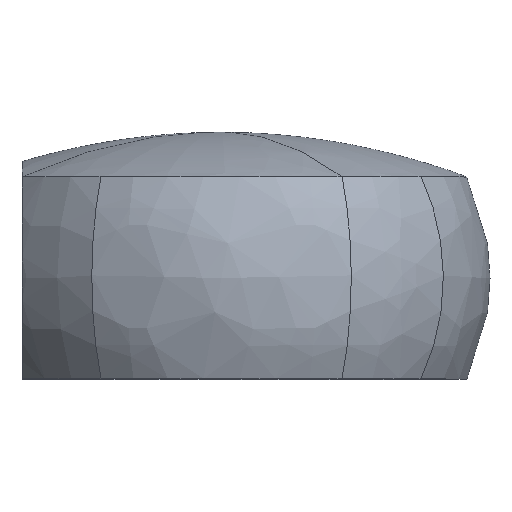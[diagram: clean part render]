
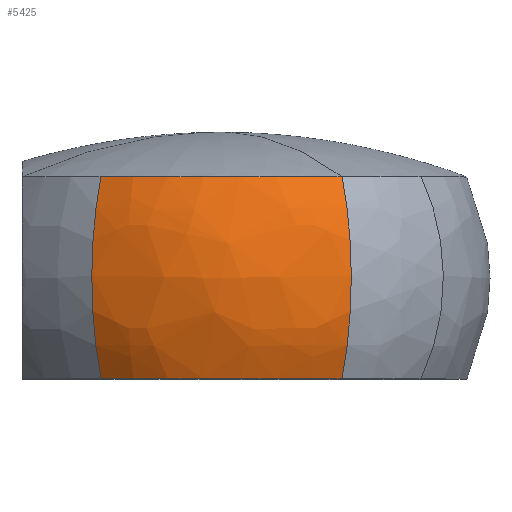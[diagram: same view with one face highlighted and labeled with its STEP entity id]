
A CAD part, top view. The second image highlights one B-rep face of the part: STEP entity #5425.
In plain terms, the highlighted free-form (B-spline) face has degree [3, 3] with [7, 7] control points.
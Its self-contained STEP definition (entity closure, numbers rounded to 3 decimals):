
#42 = CARTESIAN_POINT ( 'NONE',  ( 18.486, -0.387, 23.37 ) ) ;
#115 = CARTESIAN_POINT ( 'NONE',  ( 18.304, 23.5, 23.707 ) ) ;
#216 = VERTEX_POINT ( 'NONE', #115 ) ;
#464 = CARTESIAN_POINT ( 'NONE',  ( -1.104, 0., 28.91 ) ) ;
#502 = EDGE_LOOP ( 'NONE', ( #4514, #3511, #6478, #4512 ) ) ;
#523 = CARTESIAN_POINT ( 'NONE',  ( -9.644, -0.387, 23.526 ) ) ;
#794 = EDGE_CURVE ( 'NONE', #1002, #216, #6788, .T. ) ;
#950 = EDGE_CURVE ( 'NONE', #8011, #1002, #4111, .T. ) ;
#1002 = VERTEX_POINT ( 'NONE', #2898 ) ;
#1079 = CARTESIAN_POINT ( 'NONE',  ( -1.581, 7.386, 32.367 ) ) ;
#1135 = CARTESIAN_POINT ( 'NONE',  ( 18.315, -0.387, 23.474 ) ) ;
#1191 = CARTESIAN_POINT ( 'NONE',  ( 18.267, -0.194, 23.616 ) ) ;
#1224 = CARTESIAN_POINT ( 'NONE',  ( 18.525, -0.194, 23.46 ) ) ;
#1266 = CARTESIAN_POINT ( 'NONE',  ( -11.151, 7.386, 27.164 ) ) ;
#1510 = CARTESIAN_POINT ( 'NONE',  ( -9.719, 0., 23.707 ) ) ;
#1703 = CARTESIAN_POINT ( 'NONE',  ( 4.293, 0., 0.507 ) ) ;
#1738 = CARTESIAN_POINT ( 'NONE',  ( 19.736, 7.386, 27.164 ) ) ;
#1786 = CARTESIAN_POINT ( 'NONE',  ( 18.353, -0.194, 23.564 ) ) ;
#1815 = CARTESIAN_POINT ( 'NONE',  ( -9.719, 23.5, 23.707 ) ) ;
#1849 = CARTESIAN_POINT ( 'NONE',  ( -9.606, -0.581, 23.435 ) ) ;
#1948 = CARTESIAN_POINT ( 'NONE',  ( -9.719, 0., 23.707 ) ) ;
#2323 = DIRECTION ( 'NONE',  ( 0., 0., -1. ) ) ;
#2381 = CARTESIAN_POINT ( 'NONE',  ( -9.682, -0.194, 23.616 ) ) ;
#2406 = CARTESIAN_POINT ( 'NONE',  ( 19.832, 7.386, 27.112 ) ) ;
#2465 = CARTESIAN_POINT ( 'NONE',  ( 10.167, 16.114, 32.367 ) ) ;
#2657 = CARTESIAN_POINT ( 'NONE',  ( 19.736, 16.114, 27.164 ) ) ;
#2736 = CARTESIAN_POINT ( 'NONE',  ( 18.304, 23.5, 23.707 ) ) ;
#2898 = CARTESIAN_POINT ( 'NONE',  ( 18.304, 0., 23.707 ) ) ;
#2992 = DIRECTION ( 'NONE',  ( 0., 1., 0. ) ) ;
#2995 = CARTESIAN_POINT ( 'NONE',  ( 18.192, -0.581, 23.435 ) ) ;
#3055 = CARTESIAN_POINT ( 'NONE',  ( 18.401, -0.387, 23.422 ) ) ;
#3077 = CARTESIAN_POINT ( 'NONE',  ( 18.229, -0.387, 23.526 ) ) ;
#3093 = EDGE_CURVE ( 'NONE', #6300, #216, #4593, .T. ) ;
#3241 = CARTESIAN_POINT ( 'NONE',  ( 18.477, 23.5, 23.603 ) ) ;
#3293 = CARTESIAN_POINT ( 'NONE',  ( -9.72, 23.5, 23.708 ) ) ;
#3327 = CARTESIAN_POINT ( 'NONE',  ( 19.736, 7.386, 27.164 ) ) ;
#3511 = ORIENTED_EDGE ( 'NONE', *, *, #794, .T. ) ;
#3639 = CARTESIAN_POINT ( 'NONE',  ( 18.391, 0., 23.655 ) ) ;
#3694 = CARTESIAN_POINT ( 'NONE',  ( 18.439, -0.194, 23.512 ) ) ;
#3748 = CARTESIAN_POINT ( 'NONE',  ( -11.151, 16.114, 27.164 ) ) ;
#4111 = CIRCLE ( 'NONE', #5031, 27.103 ) ;
#4301 = CARTESIAN_POINT ( 'NONE',  ( -1.092, -0.194, 28.819 ) ) ;
#4333 = CARTESIAN_POINT ( 'NONE',  ( 18.304, 0., 23.707 ) ) ;
#4354 = CARTESIAN_POINT ( 'NONE',  ( -9.719, 0., 23.707 ) ) ;
#4381 = CARTESIAN_POINT ( 'NONE',  ( 9.652, -0.581, 28.638 ) ) ;
#4413 = CARTESIAN_POINT ( 'NONE',  ( 18.563, 23.5, 23.551 ) ) ;
#4458 = CARTESIAN_POINT ( 'NONE',  ( -9.72, 23.5, 23.708 ) ) ;
#4512 = ORIENTED_EDGE ( 'NONE', *, *, #6201, .F. ) ;
#4514 = ORIENTED_EDGE ( 'NONE', *, *, #950, .T. ) ;
#4593 = CIRCLE ( 'NONE', #7621, 27.103 ) ;
#4906 = CARTESIAN_POINT ( 'NONE',  ( -1.079, -0.387, 28.729 ) ) ;
#4936 = CARTESIAN_POINT ( 'NONE',  ( 9.664, -0.387, 28.729 ) ) ;
#4957 = CARTESIAN_POINT ( 'NONE',  ( 18.277, -0.581, 23.383 ) ) ;
#5010 = CARTESIAN_POINT ( 'NONE',  ( 9.689, 23.5, 28.91 ) ) ;
#5031 = AXIS2_PLACEMENT_3D ( 'NONE', #1703, #8053, #5542 ) ;
#5038 = CARTESIAN_POINT ( 'NONE',  ( 19.928, 7.386, 27.06 ) ) ;
#5140 = CARTESIAN_POINT ( 'NONE',  ( 20.023, 7.386, 27.008 ) ) ;
#5425 = ADVANCED_FACE ( 'NONE', ( #6558 ), #6719, .T. ) ;
#5542 = DIRECTION ( 'NONE',  ( 0., 0., -1. ) ) ;
#5544 = CARTESIAN_POINT ( 'NONE',  ( 10.167, 7.386, 32.367 ) ) ;
#5572 = CARTESIAN_POINT ( 'NONE',  ( -1.067, -0.581, 28.638 ) ) ;
#5598 = CARTESIAN_POINT ( 'NONE',  ( 9.689, 0., 28.91 ) ) ;
#5657 = CARTESIAN_POINT ( 'NONE',  ( 19.736, 16.114, 27.164 ) ) ;
#6175 = CARTESIAN_POINT ( 'NONE',  ( 19.832, 16.114, 27.112 ) ) ;
#6201 = EDGE_CURVE ( 'NONE', #8011, #6300, #7118, .T. ) ;
#6209 = CARTESIAN_POINT ( 'NONE',  ( -11.151, 7.386, 27.164 ) ) ;
#6233 = CARTESIAN_POINT ( 'NONE',  ( 18.477, 0., 23.603 ) ) ;
#6263 = CARTESIAN_POINT ( 'NONE',  ( 9.677, -0.194, 28.819 ) ) ;
#6288 = CARTESIAN_POINT ( 'NONE',  ( -1.104, 23.5, 28.91 ) ) ;
#6300 = VERTEX_POINT ( 'NONE', #3293 ) ;
#6390 = CARTESIAN_POINT ( 'NONE',  ( 18.563, 0., 23.551 ) ) ;
#6478 = ORIENTED_EDGE ( 'NONE', *, *, #3093, .F. ) ;
#6558 = FACE_OUTER_BOUND ( 'NONE', #502, .T. ) ;
#6719 = B_SPLINE_SURFACE_WITH_KNOTS ( 'NONE', 3, 3, ( 
 ( #1849, #523, #2381, #4354, #6209, #3748, #1815 ),
 ( #5572, #4906, #4301, #464, #1079, #8114, #6288 ),
 ( #4381, #4936, #6263, #5598, #5544, #2465, #5010 ),
 ( #2995, #3077, #1191, #4333, #1738, #5657, #8136 ),
 ( #4957, #1135, #1786, #3639, #2406, #6175, #6828 ),
 ( #6854, #3055, #3694, #6233, #5038, #7040, #3241 ),
 ( #7017, #42, #1224, #6390, #5140, #7681, #4413 ) ),
 .UNSPECIFIED., .F., .F., .F.,
 ( 4, 3, 4 ),
 ( 4, 3, 4 ),
 ( 0., 1., 1.01 ),
 ( -0.026, 0., 1. ),
 .UNSPECIFIED. ) ;
#6788 = B_SPLINE_CURVE_WITH_KNOTS ( 'NONE', 3,
 ( #7135, #3327, #2657, #2736 ),
 .UNSPECIFIED., .F., .F.,
 ( 4, 4 ),
 ( 0., 1. ),
 .UNSPECIFIED. ) ;
#6828 = CARTESIAN_POINT ( 'NONE',  ( 18.391, 23.5, 23.655 ) ) ;
#6854 = CARTESIAN_POINT ( 'NONE',  ( 18.363, -0.581, 23.331 ) ) ;
#7017 = CARTESIAN_POINT ( 'NONE',  ( 18.448, -0.581, 23.279 ) ) ;
#7040 = CARTESIAN_POINT ( 'NONE',  ( 19.928, 16.114, 27.06 ) ) ;
#7118 = B_SPLINE_CURVE_WITH_KNOTS ( 'NONE', 3,
 ( #1948, #1266, #7692, #4458 ),
 .UNSPECIFIED., .F., .F.,
 ( 4, 4 ),
 ( 0., 1. ),
 .UNSPECIFIED. ) ;
#7135 = CARTESIAN_POINT ( 'NONE',  ( 18.304, 0., 23.707 ) ) ;
#7479 = CARTESIAN_POINT ( 'NONE',  ( 4.293, 23.5, 0.507 ) ) ;
#7621 = AXIS2_PLACEMENT_3D ( 'NONE', #7479, #2992, #2323 ) ;
#7681 = CARTESIAN_POINT ( 'NONE',  ( 20.023, 16.114, 27.008 ) ) ;
#7692 = CARTESIAN_POINT ( 'NONE',  ( -11.151, 16.114, 27.164 ) ) ;
#8011 = VERTEX_POINT ( 'NONE', #1510 ) ;
#8053 = DIRECTION ( 'NONE',  ( 0., 1., 0. ) ) ;
#8114 = CARTESIAN_POINT ( 'NONE',  ( -1.581, 16.114, 32.367 ) ) ;
#8136 = CARTESIAN_POINT ( 'NONE',  ( 18.304, 23.5, 23.707 ) ) ;
